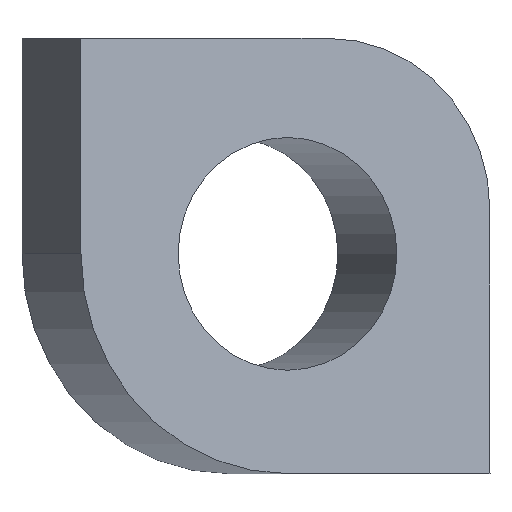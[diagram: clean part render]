
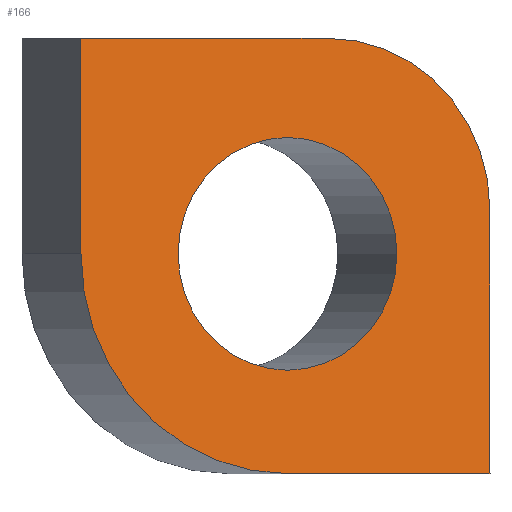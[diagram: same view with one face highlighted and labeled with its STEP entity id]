
A CAD part, left-side view. The second image highlights one B-rep face of the part: STEP entity #166.
In plain terms, the highlighted planar face has unit normal (-0.94, -0.342, 0).
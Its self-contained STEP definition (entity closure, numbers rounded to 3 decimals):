
#16=FACE_BOUND('',#41,.T.);
#21=PLANE('',#195);
#30=FACE_OUTER_BOUND('',#40,.T.);
#40=EDGE_LOOP('',(#145,#146,#147,#148,#149,#150));
#41=EDGE_LOOP('',(#151));
#47=LINE('',#259,#62);
#48=LINE('',#262,#63);
#52=LINE('',#274,#67);
#57=LINE('',#287,#72);
#62=VECTOR('',#211,1000.);
#63=VECTOR('',#214,1000.);
#67=VECTOR('',#226,1000.);
#72=VECTOR('',#241,1000.);
#73=CIRCLE('',#183,2.55);
#75=CIRCLE('',#188,1.35);
#78=CIRCLE('',#193,2.);
#79=VERTEX_POINT('',#246);
#80=VERTEX_POINT('',#247);
#83=VERTEX_POINT('',#255);
#85=VERTEX_POINT('',#261);
#87=VERTEX_POINT('',#267);
#89=VERTEX_POINT('',#273);
#92=VERTEX_POINT('',#281);
#93=EDGE_CURVE('',#79,#80,#73,.T.);
#99=EDGE_CURVE('',#83,#80,#47,.T.);
#100=EDGE_CURVE('',#85,#79,#48,.T.);
#103=EDGE_CURVE('',#87,#87,#75,.T.);
#106=EDGE_CURVE('',#83,#89,#52,.T.);
#110=EDGE_CURVE('',#89,#92,#78,.T.);
#113=EDGE_CURVE('',#92,#85,#57,.T.);
#145=ORIENTED_EDGE('',*,*,#100,.F.);
#146=ORIENTED_EDGE('',*,*,#113,.F.);
#147=ORIENTED_EDGE('',*,*,#110,.F.);
#148=ORIENTED_EDGE('',*,*,#106,.F.);
#149=ORIENTED_EDGE('',*,*,#99,.T.);
#150=ORIENTED_EDGE('',*,*,#93,.F.);
#151=ORIENTED_EDGE('',*,*,#103,.T.);
#166=ADVANCED_FACE('',(#30,#16),#21,.F.);
#183=AXIS2_PLACEMENT_3D('',#248,#201,#202);
#188=AXIS2_PLACEMENT_3D('',#268,#219,#220);
#193=AXIS2_PLACEMENT_3D('',#282,#233,#234);
#195=AXIS2_PLACEMENT_3D('',#286,#239,#240);
#201=DIRECTION('center_axis',(0.94,0.342,0.));
#202=DIRECTION('ref_axis',(-0.342,0.94,0.));
#211=DIRECTION('',(0.,0.,-1.));
#214=DIRECTION('',(-0.342,0.94,0.));
#219=DIRECTION('center_axis',(0.94,0.342,0.));
#220=DIRECTION('ref_axis',(-0.342,0.94,0.));
#226=DIRECTION('',(0.342,-0.94,0.));
#233=DIRECTION('center_axis',(0.94,0.342,0.));
#234=DIRECTION('ref_axis',(-0.342,0.94,0.));
#239=DIRECTION('center_axis',(0.94,0.342,0.));
#240=DIRECTION('ref_axis',(-0.342,0.94,0.));
#241=DIRECTION('',(0.,0.,-1.));
#246=CARTESIAN_POINT('',(-31.048,-28.672,26.825));
#247=CARTESIAN_POINT('',(-31.92,-26.276,29.375));
#248=CARTESIAN_POINT('Origin',(-31.048,-28.672,29.375));
#255=CARTESIAN_POINT('',(-31.92,-26.276,31.875));
#259=CARTESIAN_POINT('',(-31.92,-26.276,29.375));
#261=CARTESIAN_POINT('',(-30.193,-31.021,26.825));
#262=CARTESIAN_POINT('',(-31.048,-28.672,26.825));
#267=CARTESIAN_POINT('',(-30.586,-29.941,29.375));
#268=CARTESIAN_POINT('Origin',(-31.048,-28.672,29.375));
#273=CARTESIAN_POINT('',(-30.877,-29.142,31.875));
#274=CARTESIAN_POINT('',(-31.048,-28.672,31.875));
#281=CARTESIAN_POINT('',(-30.193,-31.021,29.875));
#282=CARTESIAN_POINT('Origin',(-30.877,-29.142,29.875));
#286=CARTESIAN_POINT('Origin',(-31.048,-28.672,29.375));
#287=CARTESIAN_POINT('',(-30.193,-31.021,29.375));
